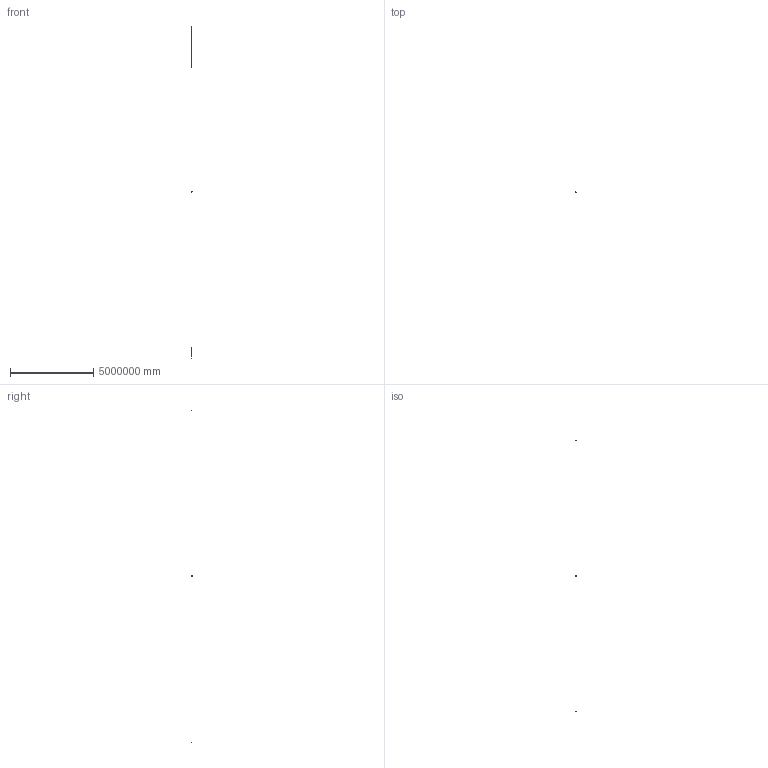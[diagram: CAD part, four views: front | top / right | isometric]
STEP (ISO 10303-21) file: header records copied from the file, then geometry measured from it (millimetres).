
FILE_DESCRIPTION(/* description */ ('Unknown'),/* implementation_level */ '2;1');
FILE_NAME(/* name */ '23603001',/* time_stamp */ '2022-09-01T16:44:03+02:00',/* author */ ('Unknown'),/* organization */ ('GROHE AG'),/* preprocessor_version */ 'ST-DEVELOPER v16.7',/* originating_system */ 'DEX',/* authorisation */ $);
FILE_SCHEMA (('AUTOMOTIVE_DESIGN {1 0 10303 214 3 1 1}'));
Products named in the file (19): 23603001; 23603001_0; 23603001_1; 23603001_2; 23603001_3; 23603001_4; 23603001_5; 23603001_6; 23603001_7; 23603001_8; 23603001_9; 23603001_10; 50.9702.1_Standard; 50.9697.1_Standard; 23603001_11; 23603001_12; 23603001_13; 23603001_14
Assembly tree (18 placements, depth 2):
  23603001
    23603001
    23603001_0
    23603001_1
    23603001_2
    23603001_3
    23603001_4
    23603001_5
    23603001_6
    23603001_7
    23603001_8
    23603001_9
    23603001_10
    50.9702.1_Standard
    50.9697.1_Standard
    23603001_11
    23603001_12
    23603001_13
    23603001_14
Bounding box: 192.85 x 220 x 20000000 mm (x, y, z)
Volume: 182736.2 mm3; surface area: 346399317.6 mm2
Topology: 24 solids, 29 shells, 2501 faces, 6974 edges, 4445 vertices
Faces by surface type: plane 1615, cylinder 296, bspline 271, torus 142, cone 95, sphere 82
Full cylindrical faces by diameter (mm): 4.134 x4, 5 x1, 5.1 x1, 5.5 x1, 6.8 x2, 10 x3, 11.2 x1, 11.4 x1, 12.8 x2, 13 x1, 14.437 x1, 15 x3, 15.2 x2, 15.3 x3, 16 x2, 16.5 x1, 16.9 x1, 17.5 x3, 17.9 x1, 18 x1, 18.1 x1, 18.3 x2, 18.5 x5, 18.9 x1, 19 x1, 19.3 x2, 19.5 x1, 20.5 x2, 20.955 x1, 21 x3
Entity records: 97664 total; most frequent: CARTESIAN_POINT 30502, ORIENTED_EDGE 13184, DIRECTION 11778, EDGE_CURVE 6592, LINE 4522, VECTOR 4522, VERTEX_POINT 4323, AXIS2_PLACEMENT_3D 3628
